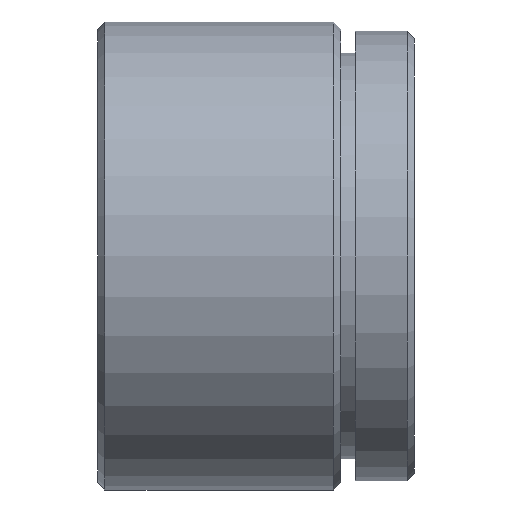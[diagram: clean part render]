
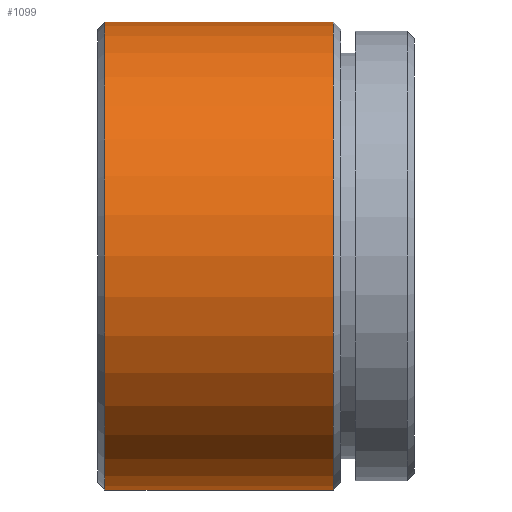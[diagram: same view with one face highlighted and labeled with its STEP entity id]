
A CAD part, left-side view. The second image highlights one B-rep face of the part: STEP entity #1099.
In plain terms, the highlighted cylindrical face has radius 15.875 mm (diameter 31.75 mm), a partial arc.
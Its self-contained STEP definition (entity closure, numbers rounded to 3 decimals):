
#34 = CARTESIAN_POINT ( 'NONE',  ( -71.305, -25.843, 13.069 ) ) ;
#43 = ORIENTED_EDGE ( 'NONE', *, *, #767, .T. ) ;
#52 = CIRCLE ( 'NONE', #1175, 15.875 ) ;
#162 = EDGE_CURVE ( 'NONE', #1357, #840, #1423, .T. ) ;
#214 = DIRECTION ( 'NONE',  ( 0., 0., -1. ) ) ;
#271 = ORIENTED_EDGE ( 'NONE', *, *, #799, .F. ) ;
#291 = CARTESIAN_POINT ( 'NONE',  ( -71.305, -25.843, 28.944 ) ) ;
#313 = CARTESIAN_POINT ( 'NONE',  ( -71.305, -25.843, 44.819 ) ) ;
#371 = EDGE_LOOP ( 'NONE', ( #271, #43, #1449, #674 ) ) ;
#419 = VECTOR ( 'NONE', #1018, 1000. ) ;
#474 = AXIS2_PLACEMENT_3D ( 'NONE', #291, #759, #641 ) ;
#641 = DIRECTION ( 'NONE',  ( 0., 0., -1. ) ) ;
#657 = LINE ( 'NONE', #797, #419 ) ;
#672 = CYLINDRICAL_SURFACE ( 'NONE', #1492, 15.875 ) ;
#674 = ORIENTED_EDGE ( 'NONE', *, *, #162, .T. ) ;
#683 = CARTESIAN_POINT ( 'NONE',  ( -71.305, -31.343, 44.819 ) ) ;
#759 = DIRECTION ( 'NONE',  ( 0., 1., 0. ) ) ;
#767 = EDGE_CURVE ( 'NONE', #894, #1141, #52, .T. ) ;
#772 = DIRECTION ( 'NONE',  ( 0., 0., 1. ) ) ;
#797 = CARTESIAN_POINT ( 'NONE',  ( -71.305, -31.343, 13.069 ) ) ;
#799 = EDGE_CURVE ( 'NONE', #894, #840, #1487, .T. ) ;
#826 = EDGE_CURVE ( 'NONE', #1141, #1357, #657, .T. ) ;
#840 = VERTEX_POINT ( 'NONE', #313 ) ;
#883 = CARTESIAN_POINT ( 'NONE',  ( -71.305, -10.343, 28.944 ) ) ;
#894 = VERTEX_POINT ( 'NONE', #1140 ) ;
#904 = DIRECTION ( 'NONE',  ( 0., -1., 0. ) ) ;
#1004 = VECTOR ( 'NONE', #904, 1000. ) ;
#1018 = DIRECTION ( 'NONE',  ( 0., -1., 0. ) ) ;
#1038 = FACE_OUTER_BOUND ( 'NONE', #371, .T. ) ;
#1099 = ADVANCED_FACE ( 'NONE', ( #1038 ), #672, .T. ) ;
#1138 = CARTESIAN_POINT ( 'NONE',  ( -71.305, -31.343, 28.944 ) ) ;
#1140 = CARTESIAN_POINT ( 'NONE',  ( -71.305, -10.343, 44.819 ) ) ;
#1141 = VERTEX_POINT ( 'NONE', #1144 ) ;
#1144 = CARTESIAN_POINT ( 'NONE',  ( -71.305, -10.343, 13.069 ) ) ;
#1175 = AXIS2_PLACEMENT_3D ( 'NONE', #883, #1374, #772 ) ;
#1261 = DIRECTION ( 'NONE',  ( 0., -1., 0. ) ) ;
#1357 = VERTEX_POINT ( 'NONE', #34 ) ;
#1374 = DIRECTION ( 'NONE',  ( 0., -1., 0. ) ) ;
#1423 = CIRCLE ( 'NONE', #474, 15.875 ) ;
#1449 = ORIENTED_EDGE ( 'NONE', *, *, #826, .T. ) ;
#1487 = LINE ( 'NONE', #683, #1004 ) ;
#1492 = AXIS2_PLACEMENT_3D ( 'NONE', #1138, #1261, #214 ) ;
